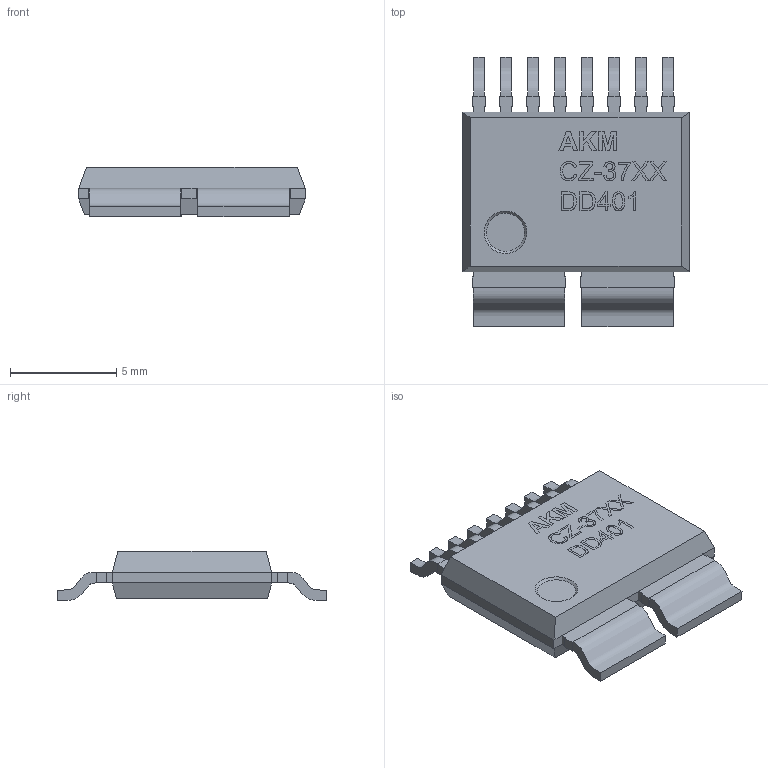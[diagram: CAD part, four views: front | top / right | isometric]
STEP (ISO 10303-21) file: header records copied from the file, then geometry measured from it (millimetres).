
FILE_DESCRIPTION(/* description */ (''),/* implementation_level */ '2;1');
FILE_NAME(/* name */ 'CZ-37X~1',/* time_stamp */ '2023-02-05T10:08:03+01:00',/* author */ (''),/* organization */ (''),/* preprocessor_version */ 'ST-DEVELOPER v16.5',/* originating_system */ '',/* authorisation */ '');
FILE_SCHEMA (('AUTOMOTIVE_DESIGN'));
Length unit declared in the file: millimetre
Products named in the file (1): Document
Bounding box: 10.66 x 12.7 x 2.35 mm (x, y, z)
Volume: 42 mm3; surface area: 469.1 mm2
Topology: 2 solids, 23 shells, 195 faces, 702 edges, 534 vertices
Faces by surface type: plane 166, bspline 29
Entity records: 9793 total; most frequent: CARTESIAN_POINT 5324, ORIENTED_EDGE 1126, EDGE_CURVE 702, B_SPLINE_CURVE_WITH_KNOTS 700, VERTEX_POINT 534, EDGE_LOOP 216, ADVANCED_FACE 195, FACE_OUTER_BOUND 195
